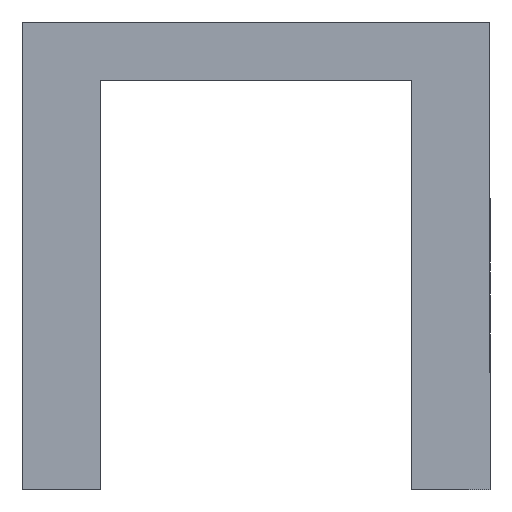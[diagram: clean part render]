
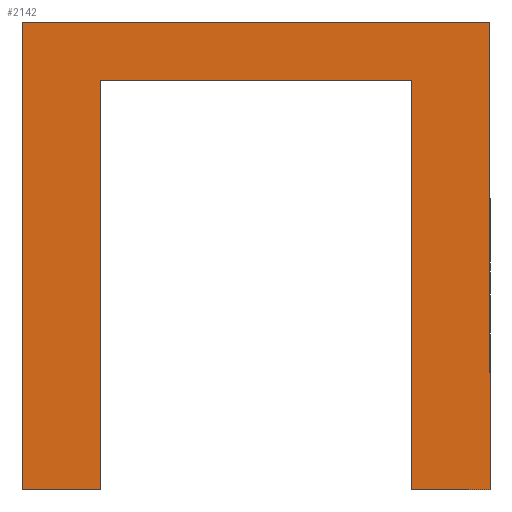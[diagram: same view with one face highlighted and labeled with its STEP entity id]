
A CAD part, front view. The second image highlights one B-rep face of the part: STEP entity #2142.
In plain terms, the highlighted planar face has unit normal (0, -1, 0).
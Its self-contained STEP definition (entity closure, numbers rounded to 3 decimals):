
#18 = LINE ( 'NONE', #2076, #397 ) ;
#77 = VERTEX_POINT ( 'NONE', #2377 ) ;
#93 = DIRECTION ( 'NONE',  ( 0., 0., -1. ) ) ;
#307 = ORIENTED_EDGE ( 'NONE', *, *, #2293, .F. ) ;
#364 = LINE ( 'NONE', #1892, #821 ) ;
#371 = EDGE_CURVE ( 'NONE', #2509, #1614, #364, .T. ) ;
#397 = VECTOR ( 'NONE', #93, 1000. ) ;
#431 = DIRECTION ( 'NONE',  ( -1., 0., 0. ) ) ;
#464 = ORIENTED_EDGE ( 'NONE', *, *, #992, .F. ) ;
#485 = VECTOR ( 'NONE', #1395, 1000. ) ;
#521 = EDGE_CURVE ( 'NONE', #1614, #77, #2213, .T. ) ;
#574 = ORIENTED_EDGE ( 'NONE', *, *, #1721, .F. ) ;
#612 = ORIENTED_EDGE ( 'NONE', *, *, #756, .F. ) ;
#632 = VECTOR ( 'NONE', #431, 1000. ) ;
#659 = EDGE_LOOP ( 'NONE', ( #1999, #612, #2534, #307, #574, #464, #739, #1669 ) ) ;
#739 = ORIENTED_EDGE ( 'NONE', *, *, #521, .F. ) ;
#756 = EDGE_CURVE ( 'NONE', #1361, #2034, #2448, .T. ) ;
#762 = CARTESIAN_POINT ( 'NONE',  ( 4., 0., 0. ) ) ;
#821 = VECTOR ( 'NONE', #2905, 1000. ) ;
#934 = CARTESIAN_POINT ( 'NONE',  ( -6., 0., -10.5 ) ) ;
#940 = LINE ( 'NONE', #2662, #2876 ) ;
#978 = CARTESIAN_POINT ( 'NONE',  ( -4., 0., 0. ) ) ;
#992 = EDGE_CURVE ( 'NONE', #77, #2548, #940, .T. ) ;
#1016 = LINE ( 'NONE', #2178, #632 ) ;
#1067 = CARTESIAN_POINT ( 'NONE',  ( 0., 0., 0. ) ) ;
#1125 = VERTEX_POINT ( 'NONE', #2229 ) ;
#1309 = VECTOR ( 'NONE', #2368, 1000. ) ;
#1315 = CARTESIAN_POINT ( 'NONE',  ( 6., 0., 1.5 ) ) ;
#1336 = CARTESIAN_POINT ( 'NONE',  ( 4., 0., 0. ) ) ;
#1344 = PLANE ( 'NONE',  #1619 ) ;
#1361 = VERTEX_POINT ( 'NONE', #2041 ) ;
#1395 = DIRECTION ( 'NONE',  ( 0., 0., 1. ) ) ;
#1406 = VECTOR ( 'NONE', #1894, 1000. ) ;
#1614 = VERTEX_POINT ( 'NONE', #1948 ) ;
#1619 = AXIS2_PLACEMENT_3D ( 'NONE', #1067, #2889, #3107 ) ;
#1647 = CARTESIAN_POINT ( 'NONE',  ( -4., 0., 0. ) ) ;
#1669 = ORIENTED_EDGE ( 'NONE', *, *, #371, .F. ) ;
#1721 = EDGE_CURVE ( 'NONE', #2548, #1125, #18, .T. ) ;
#1737 = EDGE_CURVE ( 'NONE', #2034, #2509, #2053, .T. ) ;
#1892 = CARTESIAN_POINT ( 'NONE',  ( -4., 0., -10.5 ) ) ;
#1894 = DIRECTION ( 'NONE',  ( 0., 0., -1. ) ) ;
#1948 = CARTESIAN_POINT ( 'NONE',  ( -6., 0., -10.5 ) ) ;
#1993 = VERTEX_POINT ( 'NONE', #2403 ) ;
#1999 = ORIENTED_EDGE ( 'NONE', *, *, #1737, .F. ) ;
#2004 = LINE ( 'NONE', #1336, #1309 ) ;
#2034 = VERTEX_POINT ( 'NONE', #978 ) ;
#2041 = CARTESIAN_POINT ( 'NONE',  ( 4., 0., 0. ) ) ;
#2053 = LINE ( 'NONE', #1647, #1406 ) ;
#2076 = CARTESIAN_POINT ( 'NONE',  ( 6., 0., -10.5 ) ) ;
#2137 = EDGE_CURVE ( 'NONE', #1993, #1361, #2004, .T. ) ;
#2142 = ADVANCED_FACE ( 'NONE', ( #2669 ), #1344, .F. ) ;
#2166 = VECTOR ( 'NONE', #2277, 1000. ) ;
#2178 = CARTESIAN_POINT ( 'NONE',  ( 4., 0., -10.5 ) ) ;
#2213 = LINE ( 'NONE', #934, #485 ) ;
#2229 = CARTESIAN_POINT ( 'NONE',  ( 6., 0., -10.5 ) ) ;
#2277 = DIRECTION ( 'NONE',  ( -1., 0., 0. ) ) ;
#2293 = EDGE_CURVE ( 'NONE', #1125, #1993, #1016, .T. ) ;
#2368 = DIRECTION ( 'NONE',  ( 0., 0., 1. ) ) ;
#2377 = CARTESIAN_POINT ( 'NONE',  ( -6., 0., 1.5 ) ) ;
#2403 = CARTESIAN_POINT ( 'NONE',  ( 4., 0., -10.5 ) ) ;
#2448 = LINE ( 'NONE', #762, #2166 ) ;
#2509 = VERTEX_POINT ( 'NONE', #2606 ) ;
#2534 = ORIENTED_EDGE ( 'NONE', *, *, #2137, .F. ) ;
#2548 = VERTEX_POINT ( 'NONE', #1315 ) ;
#2606 = CARTESIAN_POINT ( 'NONE',  ( -4., 0., -10.5 ) ) ;
#2662 = CARTESIAN_POINT ( 'NONE',  ( -6., 0., 1.5 ) ) ;
#2669 = FACE_OUTER_BOUND ( 'NONE', #659, .T. ) ;
#2876 = VECTOR ( 'NONE', #3134, 1000. ) ;
#2889 = DIRECTION ( 'NONE',  ( 0., 1., 0. ) ) ;
#2905 = DIRECTION ( 'NONE',  ( -1., 0., 0. ) ) ;
#3107 = DIRECTION ( 'NONE',  ( 0., 0., 1. ) ) ;
#3134 = DIRECTION ( 'NONE',  ( 1., 0., 0. ) ) ;
